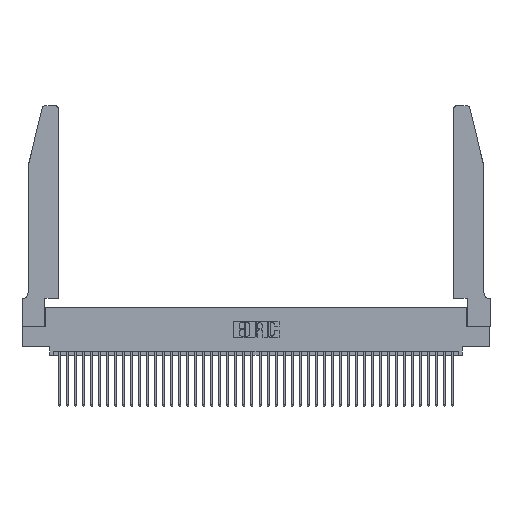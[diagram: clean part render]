
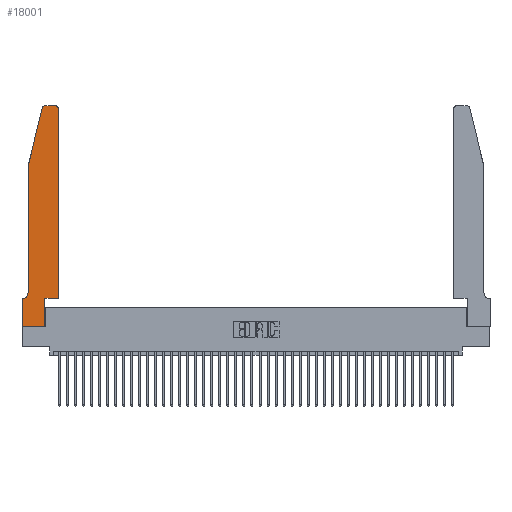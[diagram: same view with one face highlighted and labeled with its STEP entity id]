
A CAD part, top view. The second image highlights one B-rep face of the part: STEP entity #18001.
In plain terms, the highlighted planar face has unit normal (0, 0, 1).
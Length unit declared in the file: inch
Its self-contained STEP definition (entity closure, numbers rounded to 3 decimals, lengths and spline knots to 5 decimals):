
#275 = VERTEX_POINT ( 'NONE', #31203 ) ;
#342 = VERTEX_POINT ( 'NONE', #4882 ) ;
#790 = CARTESIAN_POINT ( 'NONE',  ( 0.4505, 2.72, 0.37 ) ) ;
#1292 = LINE ( 'NONE', #1533, #35671 ) ;
#1387 = VERTEX_POINT ( 'NONE', #4773 ) ;
#1533 = CARTESIAN_POINT ( 'NONE',  ( 0.2605, 2.75, 0.37 ) ) ;
#1598 = AXIS2_PLACEMENT_3D ( 'NONE', #12078, #41494, #25657 ) ;
#1809 = VECTOR ( 'NONE', #16985, 39.37008 ) ;
#2333 = CARTESIAN_POINT ( 'NONE',  ( 0.0755, 2., 0.37 ) ) ;
#2667 = CIRCLE ( 'NONE', #7970, 0.07 ) ;
#3200 = EDGE_CURVE ( 'NONE', #40230, #342, #1292, .T. ) ;
#4246 = CARTESIAN_POINT ( 'NONE',  ( 0.4205, 2.75, 0.37 ) ) ;
#4300 = LINE ( 'NONE', #11109, #29385 ) ;
#4350 = CARTESIAN_POINT ( 'NONE',  ( 0.4505, 0.35, 0.37 ) ) ;
#4773 = CARTESIAN_POINT ( 'NONE',  ( 0.0755, 2., 0.37 ) ) ;
#4882 = CARTESIAN_POINT ( 'NONE',  ( 0.284, 2.75, 0.37 ) ) ;
#5191 = VERTEX_POINT ( 'NONE', #21659 ) ;
#5253 = EDGE_CURVE ( 'NONE', #1387, #32485, #12029, .T. ) ;
#5490 = DIRECTION ( 'NONE',  ( -1., 0., 0. ) ) ;
#5768 = DIRECTION ( 'NONE',  ( 0., 0., -1. ) ) ;
#5990 = ORIENTED_EDGE ( 'NONE', *, *, #7234, .T. ) ;
#6276 = LINE ( 'NONE', #15666, #7260 ) ;
#6911 = LINE ( 'NONE', #31592, #1809 ) ;
#7025 = CARTESIAN_POINT ( 'NONE',  ( 0., 0., 0.37 ) ) ;
#7234 = EDGE_CURVE ( 'NONE', #35170, #27645, #13389, .T. ) ;
#7260 = VECTOR ( 'NONE', #5490, 39.37008 ) ;
#7283 = DIRECTION ( 'NONE',  ( -0.239, -0.971, 0. ) ) ;
#7506 = DIRECTION ( 'NONE',  ( 0., 0., 1. ) ) ;
#7970 = AXIS2_PLACEMENT_3D ( 'NONE', #29382, #5768, #32696 ) ;
#9709 = CARTESIAN_POINT ( 'NONE',  ( 0.2865, 0.35, 0.37 ) ) ;
#10195 = ORIENTED_EDGE ( 'NONE', *, *, #16857, .T. ) ;
#10631 = VERTEX_POINT ( 'NONE', #33106 ) ;
#11109 = CARTESIAN_POINT ( 'NONE',  ( 0.0755, 2., 0.37 ) ) ;
#11450 = LINE ( 'NONE', #21480, #22920 ) ;
#11651 = CARTESIAN_POINT ( 'NONE',  ( 0.2865, 0.35, 0.37 ) ) ;
#12029 = LINE ( 'NONE', #2333, #27638 ) ;
#12078 = CARTESIAN_POINT ( 'NONE',  ( 0.4205, 2.72, 0.37 ) ) ;
#12188 = ORIENTED_EDGE ( 'NONE', *, *, #14604, .T. ) ;
#12964 = DIRECTION ( 'NONE',  ( 0., -1., 0. ) ) ;
#13389 = LINE ( 'NONE', #22854, #17022 ) ;
#13395 = ORIENTED_EDGE ( 'NONE', *, *, #5253, .T. ) ;
#14604 = EDGE_CURVE ( 'NONE', #40968, #40230, #21038, .T. ) ;
#15511 = DIRECTION ( 'NONE',  ( 1., 0., 0. ) ) ;
#15666 = CARTESIAN_POINT ( 'NONE',  ( 0.0755, 0.35, 0.37 ) ) ;
#16857 = EDGE_CURVE ( 'NONE', #19522, #40968, #6911, .T. ) ;
#16985 = DIRECTION ( 'NONE',  ( 0., 1., 0. ) ) ;
#17022 = VECTOR ( 'NONE', #12964, 39.37008 ) ;
#18001 = ADVANCED_FACE ( 'NONE', ( #29392 ), #25448, .T. ) ;
#18045 = DIRECTION ( 'NONE',  ( 1., 0., 0. ) ) ;
#18292 = ORIENTED_EDGE ( 'NONE', *, *, #25241, .T. ) ;
#19246 = EDGE_LOOP ( 'NONE', ( #23406, #37842, #37853, #13395, #18292, #36194, #5990, #30870, #19594, #29346, #10195, #12188 ) ) ;
#19522 = VERTEX_POINT ( 'NONE', #30677 ) ;
#19594 = ORIENTED_EDGE ( 'NONE', *, *, #20941, .T. ) ;
#20815 = EDGE_CURVE ( 'NONE', #342, #5191, #37123, .T. ) ;
#20941 = EDGE_CURVE ( 'NONE', #10631, #31310, #28333, .T. ) ;
#21038 = CIRCLE ( 'NONE', #1598, 0.03 ) ;
#21480 = CARTESIAN_POINT ( 'NONE',  ( 0., 0., 0.37 ) ) ;
#21659 = CARTESIAN_POINT ( 'NONE',  ( 0.25487, 2.72718, 0.37 ) ) ;
#22854 = CARTESIAN_POINT ( 'NONE',  ( 0., 0., 0.37 ) ) ;
#22920 = VECTOR ( 'NONE', #31392, 39.37008 ) ;
#23406 = ORIENTED_EDGE ( 'NONE', *, *, #3200, .T. ) ;
#23675 = EDGE_CURVE ( 'NONE', #5191, #1387, #4300, .T. ) ;
#24795 = DIRECTION ( 'NONE',  ( -1., 0., 0. ) ) ;
#25086 = EDGE_CURVE ( 'NONE', #275, #35170, #6276, .T. ) ;
#25241 = EDGE_CURVE ( 'NONE', #32485, #275, #2667, .T. ) ;
#25448 = PLANE ( 'NONE',  #41065 ) ;
#25620 = DIRECTION ( 'NONE',  ( 0., -1., 0. ) ) ;
#25657 = DIRECTION ( 'NONE',  ( 1., 0., 0. ) ) ;
#26489 = CARTESIAN_POINT ( 'NONE',  ( 0., 0.35, 0.37 ) ) ;
#27638 = VECTOR ( 'NONE', #25620, 39.37008 ) ;
#27645 = VERTEX_POINT ( 'NONE', #7025 ) ;
#28333 = LINE ( 'NONE', #11651, #31362 ) ;
#28506 = CARTESIAN_POINT ( 'NONE',  ( 0., 0.35, 0.37 ) ) ;
#29346 = ORIENTED_EDGE ( 'NONE', *, *, #38984, .T. ) ;
#29382 = CARTESIAN_POINT ( 'NONE',  ( 0.0055, 0.42, 0.37 ) ) ;
#29385 = VECTOR ( 'NONE', #7283, 39.37008 ) ;
#29392 = FACE_OUTER_BOUND ( 'NONE', #19246, .T. ) ;
#30677 = CARTESIAN_POINT ( 'NONE',  ( 0.4505, 0.35, 0.37 ) ) ;
#30852 = CARTESIAN_POINT ( 'NONE',  ( 0.284, 2.72, 0.37 ) ) ;
#30870 = ORIENTED_EDGE ( 'NONE', *, *, #31880, .T. ) ;
#31203 = CARTESIAN_POINT ( 'NONE',  ( 0.0055, 0.35, 0.37 ) ) ;
#31310 = VERTEX_POINT ( 'NONE', #9709 ) ;
#31362 = VECTOR ( 'NONE', #34924, 39.37008 ) ;
#31392 = DIRECTION ( 'NONE',  ( 1., 0., 0. ) ) ;
#31592 = CARTESIAN_POINT ( 'NONE',  ( 0.4505, 0.35, 0.37 ) ) ;
#31880 = EDGE_CURVE ( 'NONE', #27645, #10631, #11450, .T. ) ;
#32485 = VERTEX_POINT ( 'NONE', #42111 ) ;
#32696 = DIRECTION ( 'NONE',  ( -1., 0., 0. ) ) ;
#33106 = CARTESIAN_POINT ( 'NONE',  ( 0.2865, 0., 0.37 ) ) ;
#34041 = DIRECTION ( 'NONE',  ( 1., 0., 0. ) ) ;
#34924 = DIRECTION ( 'NONE',  ( 0., 1., 0. ) ) ;
#35170 = VERTEX_POINT ( 'NONE', #26489 ) ;
#35671 = VECTOR ( 'NONE', #24795, 39.37008 ) ;
#35819 = VECTOR ( 'NONE', #18045, 39.37008 ) ;
#36194 = ORIENTED_EDGE ( 'NONE', *, *, #25086, .T. ) ;
#36901 = AXIS2_PLACEMENT_3D ( 'NONE', #30852, #7506, #34041 ) ;
#37123 = CIRCLE ( 'NONE', #36901, 0.03 ) ;
#37842 = ORIENTED_EDGE ( 'NONE', *, *, #20815, .T. ) ;
#37853 = ORIENTED_EDGE ( 'NONE', *, *, #23675, .T. ) ;
#38517 = DIRECTION ( 'NONE',  ( 0., 0., 1. ) ) ;
#38984 = EDGE_CURVE ( 'NONE', #31310, #19522, #39979, .T. ) ;
#39979 = LINE ( 'NONE', #4350, #35819 ) ;
#40230 = VERTEX_POINT ( 'NONE', #4246 ) ;
#40968 = VERTEX_POINT ( 'NONE', #790 ) ;
#41065 = AXIS2_PLACEMENT_3D ( 'NONE', #28506, #38517, #15511 ) ;
#41494 = DIRECTION ( 'NONE',  ( 0., 0., 1. ) ) ;
#42111 = CARTESIAN_POINT ( 'NONE',  ( 0.0755, 0.42, 0.37 ) ) ;
